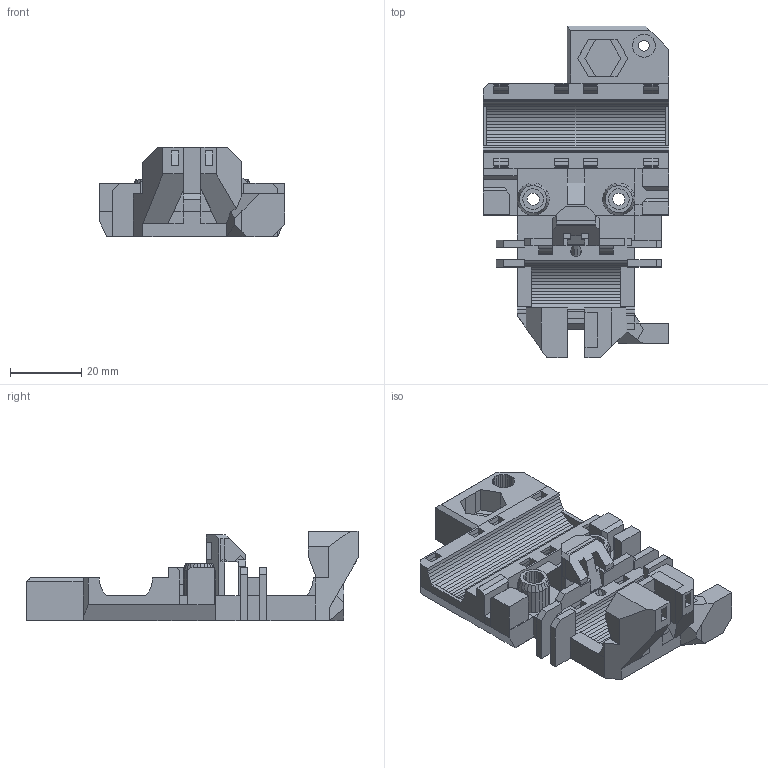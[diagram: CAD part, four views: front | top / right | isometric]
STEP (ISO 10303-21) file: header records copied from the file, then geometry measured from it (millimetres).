
FILE_DESCRIPTION(('FreeCAD Model'),'2;1');
FILE_NAME('x-carriage.step','2016-12-31T13:11:21',('Author') ,(''),'Open CASCADE STEP processor 6.8','FreeCAD','Unknown');
FILE_SCHEMA(('AUTOMOTIVE_DESIGN_CC2 { 1 2 10303 214 -1 1 5 4 }'));
Length unit declared in the file: millimetre
Products named in the file (2): ASSEMBLY; difference016
Assembly tree (1 placements, depth 2):
  ASSEMBLY
    difference016
Bounding box: 52 x 93 x 25 mm (x, y, z)
Volume: 34030.3 mm3; surface area: 19575.2 mm2
Topology: 1 solids, 1 shells, 987 faces, 2874 edges, 1888 vertices
Faces by surface type: plane 937, bspline 50
Entity records: 66882 total; most frequent: CARTESIAN_POINT 14024, DIRECTION 8125, LINE 6247, VECTOR 6247, ORIENTED_EDGE 5748, PCURVE 5748, DEFINITIONAL_REPRESENTATION 5748, EDGE_CURVE 2874
